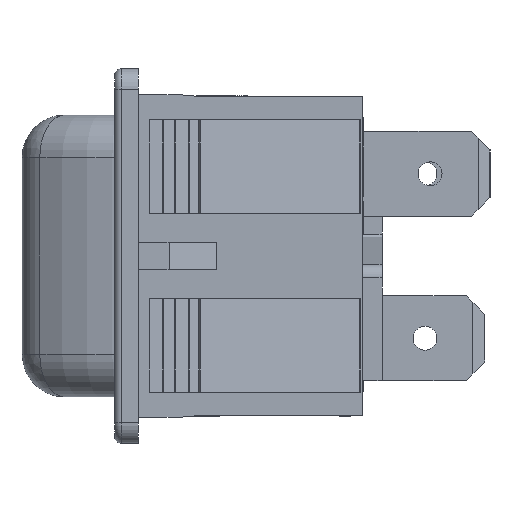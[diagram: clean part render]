
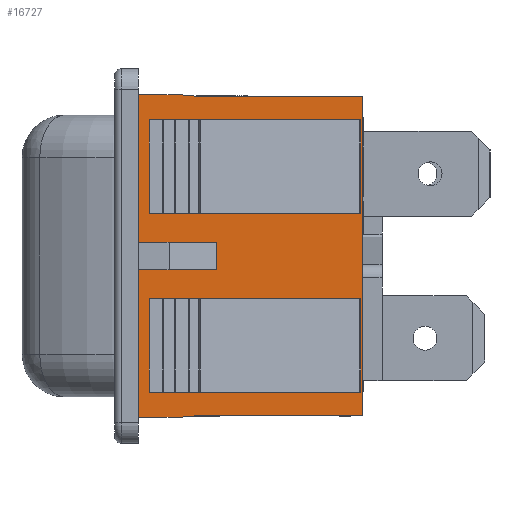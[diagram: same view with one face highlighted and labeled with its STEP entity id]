
A CAD part, left-side view. The second image highlights one B-rep face of the part: STEP entity #16727.
In plain terms, the highlighted planar face has unit normal (-1, 0, 0).
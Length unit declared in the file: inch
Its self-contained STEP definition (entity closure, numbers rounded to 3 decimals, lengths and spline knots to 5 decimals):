
#361=FACE_BOUND('',#1734,.T.);
#362=FACE_BOUND('',#1735,.T.);
#935=FACE_OUTER_BOUND('',#1733,.T.);
#1733=EDGE_LOOP('',(#12992,#12993,#12994,#12995,#12996,#12997,#12998,#12999,
#13000,#13001,#13002,#13003));
#1734=EDGE_LOOP('',(#13004,#13005,#13006,#13007));
#1735=EDGE_LOOP('',(#13008,#13009,#13010,#13011));
#2926=LINE('',#25225,#4961);
#2928=LINE('',#25230,#4963);
#2931=LINE('',#25234,#4966);
#2936=LINE('',#25249,#4971);
#2950=LINE('',#25282,#4985);
#2951=LINE('',#25288,#4986);
#3208=LINE('',#25889,#5243);
#3286=LINE('',#26016,#5321);
#3294=LINE('',#26027,#5329);
#3300=LINE('',#26051,#5335);
#3304=LINE('',#26057,#5339);
#3305=LINE('',#26059,#5340);
#3306=LINE('',#26062,#5341);
#3307=LINE('',#26064,#5342);
#3308=LINE('',#26065,#5343);
#3309=LINE('',#26067,#5344);
#3310=LINE('',#26068,#5345);
#3311=LINE('',#26071,#5346);
#3312=LINE('',#26072,#5347);
#3313=LINE('',#26073,#5348);
#4961=VECTOR('',#19333,0.3937);
#4963=VECTOR('',#19337,0.3937);
#4966=VECTOR('',#19342,0.3937);
#4971=VECTOR('',#19353,0.3937);
#4985=VECTOR('',#19375,0.3937);
#4986=VECTOR('',#19380,0.3937);
#5243=VECTOR('',#19857,0.3937);
#5321=VECTOR('',#19953,0.3937);
#5329=VECTOR('',#19961,0.3937);
#5335=VECTOR('',#19993,0.3937);
#5339=VECTOR('',#19999,0.3937);
#5340=VECTOR('',#20002,0.3937);
#5341=VECTOR('',#20005,0.3937);
#5342=VECTOR('',#20006,0.3937);
#5343=VECTOR('',#20007,0.3937);
#5344=VECTOR('',#20008,0.3937);
#5345=VECTOR('',#20009,0.3937);
#5346=VECTOR('',#20010,0.3937);
#5347=VECTOR('',#20011,0.3937);
#5348=VECTOR('',#20012,0.3937);
#7163=VERTEX_POINT('',#25222);
#7164=VERTEX_POINT('',#25224);
#7165=VERTEX_POINT('',#25228);
#7166=VERTEX_POINT('',#25229);
#7171=VERTEX_POINT('',#25245);
#7173=VERTEX_POINT('',#25248);
#7188=VERTEX_POINT('',#25280);
#7190=VERTEX_POINT('',#25285);
#7191=VERTEX_POINT('',#25287);
#7423=VERTEX_POINT('',#25883);
#7425=VERTEX_POINT('',#25887);
#7465=VERTEX_POINT('',#26015);
#7468=VERTEX_POINT('',#26025);
#7473=VERTEX_POINT('',#26050);
#7474=VERTEX_POINT('',#26055);
#7475=VERTEX_POINT('',#26061);
#7476=VERTEX_POINT('',#26063);
#7477=VERTEX_POINT('',#26066);
#7478=VERTEX_POINT('',#26069);
#7479=VERTEX_POINT('',#26070);
#9200=EDGE_CURVE('',#7164,#7163,#2926,.T.);
#9202=EDGE_CURVE('',#7165,#7166,#2928,.T.);
#9205=EDGE_CURVE('',#7166,#7164,#2931,.T.);
#9211=EDGE_CURVE('',#7173,#7171,#2936,.T.);
#9228=EDGE_CURVE('',#7171,#7188,#2950,.T.);
#9230=EDGE_CURVE('',#7191,#7190,#2951,.T.);
#9524=EDGE_CURVE('',#7423,#7425,#3208,.T.);
#9606=EDGE_CURVE('',#7165,#7465,#3286,.T.);
#9614=EDGE_CURVE('',#7468,#7163,#3294,.T.);
#9626=EDGE_CURVE('',#7423,#7473,#3300,.T.);
#9630=EDGE_CURVE('',#7474,#7468,#3304,.T.);
#9631=EDGE_CURVE('',#7473,#7474,#3305,.T.);
#9632=EDGE_CURVE('',#7425,#7475,#3306,.T.);
#9633=EDGE_CURVE('',#7475,#7476,#3307,.T.);
#9634=EDGE_CURVE('',#7476,#7465,#3308,.T.);
#9635=EDGE_CURVE('',#7188,#7477,#3309,.T.);
#9636=EDGE_CURVE('',#7477,#7173,#3310,.T.);
#9637=EDGE_CURVE('',#7478,#7479,#3311,.T.);
#9638=EDGE_CURVE('',#7479,#7191,#3312,.T.);
#9639=EDGE_CURVE('',#7190,#7478,#3313,.T.);
#12992=ORIENTED_EDGE('',*,*,#9202,.T.);
#12993=ORIENTED_EDGE('',*,*,#9205,.T.);
#12994=ORIENTED_EDGE('',*,*,#9200,.T.);
#12995=ORIENTED_EDGE('',*,*,#9614,.F.);
#12996=ORIENTED_EDGE('',*,*,#9630,.F.);
#12997=ORIENTED_EDGE('',*,*,#9631,.F.);
#12998=ORIENTED_EDGE('',*,*,#9626,.F.);
#12999=ORIENTED_EDGE('',*,*,#9524,.T.);
#13000=ORIENTED_EDGE('',*,*,#9632,.T.);
#13001=ORIENTED_EDGE('',*,*,#9633,.T.);
#13002=ORIENTED_EDGE('',*,*,#9634,.T.);
#13003=ORIENTED_EDGE('',*,*,#9606,.F.);
#13004=ORIENTED_EDGE('',*,*,#9228,.T.);
#13005=ORIENTED_EDGE('',*,*,#9635,.T.);
#13006=ORIENTED_EDGE('',*,*,#9636,.T.);
#13007=ORIENTED_EDGE('',*,*,#9211,.T.);
#13008=ORIENTED_EDGE('',*,*,#9637,.T.);
#13009=ORIENTED_EDGE('',*,*,#9638,.T.);
#13010=ORIENTED_EDGE('',*,*,#9230,.T.);
#13011=ORIENTED_EDGE('',*,*,#9639,.T.);
#15286=PLANE('',#17499);
#16727=ADVANCED_FACE('',(#935,#361,#362),#15286,.T.);
#17499=AXIS2_PLACEMENT_3D('',#26060,#20003,#20004);
#19333=DIRECTION('',(0.,1.,0.));
#19337=DIRECTION('',(0.,-1.,0.));
#19342=DIRECTION('',(0.,0.,-1.));
#19353=DIRECTION('',(0.,-1.,0.));
#19375=DIRECTION('',(0.,0.,-1.));
#19380=DIRECTION('',(0.,-1.,0.));
#19857=DIRECTION('',(0.,0.,1.));
#19953=DIRECTION('',(0.,0.,1.));
#19961=DIRECTION('',(0.,0.,1.));
#19993=DIRECTION('',(0.,1.,0.));
#19999=DIRECTION('',(0.,1.,0.));
#20002=DIRECTION('',(0.,0.996,-0.087));
#20003=DIRECTION('center_axis',(-1.,0.,0.));
#20004=DIRECTION('ref_axis',(0.,0.,1.));
#20005=DIRECTION('',(0.,1.,0.));
#20006=DIRECTION('',(0.,0.996,0.087));
#20007=DIRECTION('',(0.,1.,0.));
#20008=DIRECTION('',(0.,1.,0.));
#20009=DIRECTION('',(0.,0.,1.));
#20010=DIRECTION('',(0.,1.,0.));
#20011=DIRECTION('',(0.,0.,1.));
#20012=DIRECTION('',(0.,0.,-1.));
#25222=CARTESIAN_POINT('',(-0.715,0.07,-0.04));
#25224=CARTESIAN_POINT('',(-0.715,-0.16,-0.04));
#25225=CARTESIAN_POINT('',(-0.715,-0.01548,-0.04));
#25228=CARTESIAN_POINT('',(-0.715,0.07,0.04));
#25229=CARTESIAN_POINT('',(-0.715,-0.16,0.04));
#25230=CARTESIAN_POINT('',(-0.715,-0.01548,0.04));
#25234=CARTESIAN_POINT('',(-0.715,-0.16,0.2345));
#25245=CARTESIAN_POINT('',(-0.715,-0.58371,-0.125));
#25248=CARTESIAN_POINT('',(-0.715,-0.459,-0.125));
#25249=CARTESIAN_POINT('',(-0.715,0.07,-0.125));
#25280=CARTESIAN_POINT('',(-0.715,-0.58371,-0.4));
#25282=CARTESIAN_POINT('',(-0.715,-0.58371,0.));
#25285=CARTESIAN_POINT('',(-0.715,-0.58371,0.4));
#25287=CARTESIAN_POINT('',(-0.715,-0.459,0.4));
#25288=CARTESIAN_POINT('',(-0.715,-0.13049,0.4));
#25883=CARTESIAN_POINT('',(-0.715,-0.589,-0.469));
#25887=CARTESIAN_POINT('',(-0.715,-0.589,0.469));
#25889=CARTESIAN_POINT('',(-0.715,-0.589,-0.469));
#26015=CARTESIAN_POINT('',(-0.715,0.07,0.474));
#26016=CARTESIAN_POINT('',(-0.715,0.07,-0.23555));
#26025=CARTESIAN_POINT('',(-0.715,0.07,-0.474));
#26027=CARTESIAN_POINT('',(-0.715,0.07,-0.23555));
#26050=CARTESIAN_POINT('',(-0.715,-0.10715,-0.469));
#26051=CARTESIAN_POINT('',(-0.715,0.,-0.469));
#26055=CARTESIAN_POINT('',(-0.715,-0.05,-0.474));
#26057=CARTESIAN_POINT('',(-0.715,-0.05,-0.474));
#26059=CARTESIAN_POINT('',(-0.715,-0.10715,-0.469));
#26060=CARTESIAN_POINT('Origin',(-0.715,0.,0.469));
#26061=CARTESIAN_POINT('',(-0.715,-0.10715,0.469));
#26062=CARTESIAN_POINT('',(-0.715,0.,0.469));
#26063=CARTESIAN_POINT('',(-0.715,-0.05,0.474));
#26064=CARTESIAN_POINT('',(-0.715,-0.10715,0.469));
#26065=CARTESIAN_POINT('',(-0.715,-0.05,0.474));
#26066=CARTESIAN_POINT('',(-0.715,-0.459,-0.4));
#26067=CARTESIAN_POINT('',(-0.715,-0.13049,-0.4));
#26068=CARTESIAN_POINT('',(-0.715,-0.459,0.2345));
#26069=CARTESIAN_POINT('',(-0.715,-0.58371,0.125));
#26070=CARTESIAN_POINT('',(-0.715,-0.459,0.125));
#26071=CARTESIAN_POINT('',(-0.715,0.07,0.125));
#26072=CARTESIAN_POINT('',(-0.715,-0.459,0.2345));
#26073=CARTESIAN_POINT('',(-0.715,-0.58371,0.));
